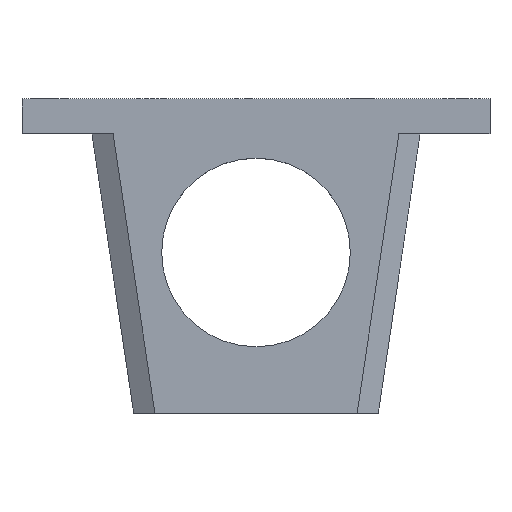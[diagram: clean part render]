
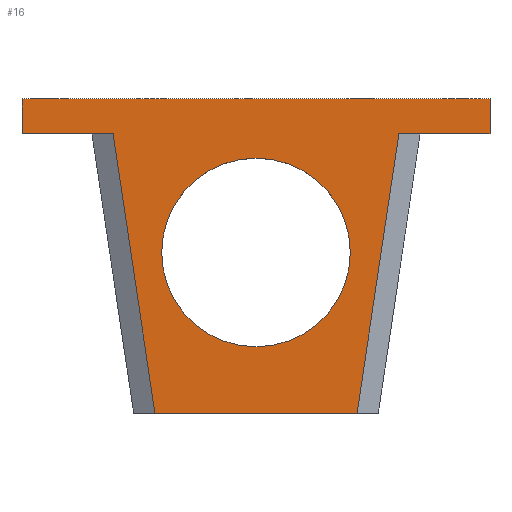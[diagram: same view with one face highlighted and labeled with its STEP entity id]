
A CAD part, top view. The second image highlights one B-rep face of the part: STEP entity #16.
In plain terms, the highlighted planar face has unit normal (0, 0, 1).
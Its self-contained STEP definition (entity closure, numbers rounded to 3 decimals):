
#6 = CARTESIAN_POINT ( 'NONE',  ( -20.466, -5., 4. ) ) ;
#16 = ADVANCED_FACE ( 'NONE', ( #795, #117 ), #458, .T. ) ;
#18 = EDGE_CURVE ( 'NONE', #747, #313, #655, .T. ) ;
#20 = LINE ( 'NONE', #788, #680 ) ;
#26 = VERTEX_POINT ( 'NONE', #598 ) ;
#31 = DIRECTION ( 'NONE',  ( 1., 0., 0. ) ) ;
#34 = DIRECTION ( 'NONE',  ( 0., 0., 1. ) ) ;
#57 = CARTESIAN_POINT ( 'NONE',  ( -33.5, 0., 4. ) ) ;
#59 = DIRECTION ( 'NONE',  ( -1., 0., 0. ) ) ;
#61 = DIRECTION ( 'NONE',  ( 1., 0., 0. ) ) ;
#92 = ORIENTED_EDGE ( 'NONE', *, *, #644, .T. ) ;
#94 = ORIENTED_EDGE ( 'NONE', *, *, #510, .F. ) ;
#98 = CIRCLE ( 'NONE', #489, 13.5 ) ;
#100 = CARTESIAN_POINT ( 'NONE',  ( 0., -22., 4. ) ) ;
#117 = FACE_OUTER_BOUND ( 'NONE', #783, .T. ) ;
#134 = EDGE_CURVE ( 'NONE', #313, #26, #310, .T. ) ;
#157 = EDGE_CURVE ( 'NONE', #545, #541, #756, .T. ) ;
#166 = DIRECTION ( 'NONE',  ( 0.148, 0.989, 0. ) ) ;
#183 = VERTEX_POINT ( 'NONE', #621 ) ;
#186 = CARTESIAN_POINT ( 'NONE',  ( -33.5, 0., 4. ) ) ;
#187 = DIRECTION ( 'NONE',  ( 0., 0., 1. ) ) ;
#200 = CARTESIAN_POINT ( 'NONE',  ( -33.5, 0., 4. ) ) ;
#228 = VECTOR ( 'NONE', #724, 1000. ) ;
#310 = LINE ( 'NONE', #666, #349 ) ;
#313 = VERTEX_POINT ( 'NONE', #888 ) ;
#323 = DIRECTION ( 'NONE',  ( 1., 0., 0. ) ) ;
#349 = VECTOR ( 'NONE', #804, 1000. ) ;
#351 = EDGE_CURVE ( 'NONE', #26, #453, #882, .T. ) ;
#363 = DIRECTION ( 'NONE',  ( 1., 0., 0. ) ) ;
#366 = CARTESIAN_POINT ( 'NONE',  ( 14.466, -45., 4. ) ) ;
#392 = CARTESIAN_POINT ( 'NONE',  ( 0., 0., 4. ) ) ;
#394 = DIRECTION ( 'NONE',  ( 0.148, -0.989, 0. ) ) ;
#403 = VERTEX_POINT ( 'NONE', #481 ) ;
#408 = CARTESIAN_POINT ( 'NONE',  ( -17.5, -45., 4. ) ) ;
#439 = ORIENTED_EDGE ( 'NONE', *, *, #351, .T. ) ;
#446 = LINE ( 'NONE', #57, #532 ) ;
#453 = VERTEX_POINT ( 'NONE', #200 ) ;
#458 = PLANE ( 'NONE',  #665 ) ;
#481 = CARTESIAN_POINT ( 'NONE',  ( -13.5, -22., 4. ) ) ;
#482 = EDGE_CURVE ( 'NONE', #403, #183, #98, .T. ) ;
#487 = EDGE_CURVE ( 'NONE', #707, #813, #20, .T. ) ;
#488 = ORIENTED_EDGE ( 'NONE', *, *, #713, .T. ) ;
#489 = AXIS2_PLACEMENT_3D ( 'NONE', #100, #496, #363 ) ;
#496 = DIRECTION ( 'NONE',  ( 0., 0., 1. ) ) ;
#500 = CARTESIAN_POINT ( 'NONE',  ( 0., -22., 4. ) ) ;
#509 = CARTESIAN_POINT ( 'NONE',  ( 20.533, -4.555, 4. ) ) ;
#510 = EDGE_CURVE ( 'NONE', #183, #403, #864, .T. ) ;
#514 = ORIENTED_EDGE ( 'NONE', *, *, #579, .T. ) ;
#515 = CARTESIAN_POINT ( 'NONE',  ( -14.533, -44.555, 4. ) ) ;
#526 = CARTESIAN_POINT ( 'NONE',  ( -33.5, -5., 4. ) ) ;
#532 = VECTOR ( 'NONE', #814, 1000. ) ;
#536 = ORIENTED_EDGE ( 'NONE', *, *, #157, .T. ) ;
#541 = VERTEX_POINT ( 'NONE', #366 ) ;
#545 = VERTEX_POINT ( 'NONE', #773 ) ;
#570 = ORIENTED_EDGE ( 'NONE', *, *, #18, .T. ) ;
#575 = DIRECTION ( 'NONE',  ( 1., 0., 0. ) ) ;
#579 = EDGE_CURVE ( 'NONE', #541, #747, #645, .T. ) ;
#590 = CARTESIAN_POINT ( 'NONE',  ( 20.466, -5., 4. ) ) ;
#598 = CARTESIAN_POINT ( 'NONE',  ( 33.5, 0., 4. ) ) ;
#600 = LINE ( 'NONE', #515, #635 ) ;
#621 = CARTESIAN_POINT ( 'NONE',  ( 13.5, -22., 4. ) ) ;
#635 = VECTOR ( 'NONE', #394, 1000. ) ;
#644 = EDGE_CURVE ( 'NONE', #453, #707, #446, .T. ) ;
#645 = LINE ( 'NONE', #509, #776 ) ;
#655 = LINE ( 'NONE', #870, #228 ) ;
#665 = AXIS2_PLACEMENT_3D ( 'NONE', #392, #187, #323 ) ;
#666 = CARTESIAN_POINT ( 'NONE',  ( 33.5, 0., 4. ) ) ;
#680 = VECTOR ( 'NONE', #31, 1000. ) ;
#696 = AXIS2_PLACEMENT_3D ( 'NONE', #500, #34, #575 ) ;
#707 = VERTEX_POINT ( 'NONE', #526 ) ;
#713 = EDGE_CURVE ( 'NONE', #813, #545, #600, .T. ) ;
#723 = VECTOR ( 'NONE', #61, 1000. ) ;
#724 = DIRECTION ( 'NONE',  ( 1., 0., 0. ) ) ;
#742 = ORIENTED_EDGE ( 'NONE', *, *, #482, .F. ) ;
#747 = VERTEX_POINT ( 'NONE', #590 ) ;
#753 = VECTOR ( 'NONE', #59, 1000. ) ;
#756 = LINE ( 'NONE', #408, #723 ) ;
#757 = ORIENTED_EDGE ( 'NONE', *, *, #134, .T. ) ;
#773 = CARTESIAN_POINT ( 'NONE',  ( -14.466, -45., 4. ) ) ;
#776 = VECTOR ( 'NONE', #166, 1000. ) ;
#783 = EDGE_LOOP ( 'NONE', ( #536, #514, #570, #757, #439, #92, #845, #488 ) ) ;
#788 = CARTESIAN_POINT ( 'NONE',  ( -33.5, -5., 4. ) ) ;
#795 = FACE_BOUND ( 'NONE', #863, .T. ) ;
#804 = DIRECTION ( 'NONE',  ( 0., 1., 0. ) ) ;
#813 = VERTEX_POINT ( 'NONE', #6 ) ;
#814 = DIRECTION ( 'NONE',  ( 0., -1., 0. ) ) ;
#845 = ORIENTED_EDGE ( 'NONE', *, *, #487, .T. ) ;
#863 = EDGE_LOOP ( 'NONE', ( #94, #742 ) ) ;
#864 = CIRCLE ( 'NONE', #696, 13.5 ) ;
#870 = CARTESIAN_POINT ( 'NONE',  ( 33.5, -5., 4. ) ) ;
#882 = LINE ( 'NONE', #186, #753 ) ;
#888 = CARTESIAN_POINT ( 'NONE',  ( 33.5, -5., 4. ) ) ;
